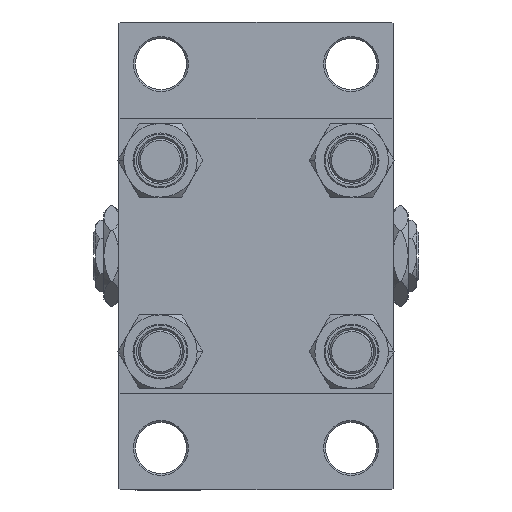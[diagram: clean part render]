
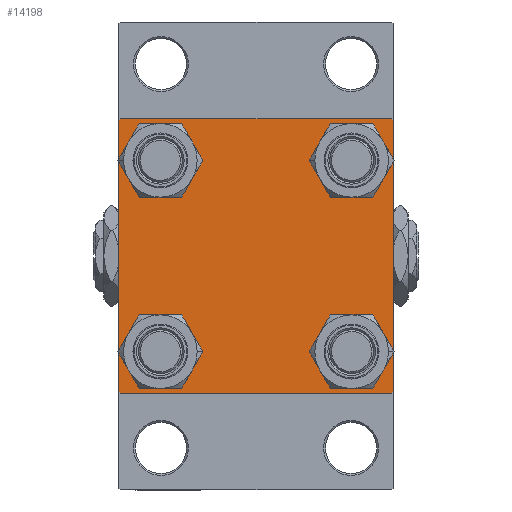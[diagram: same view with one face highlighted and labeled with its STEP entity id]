
A CAD part, left-side view. The second image highlights one B-rep face of the part: STEP entity #14198.
In plain terms, the highlighted planar face has unit normal (-1, 0, 0).
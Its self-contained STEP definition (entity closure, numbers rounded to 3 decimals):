
#349 = VERTEX_POINT ( 'NONE', #45107 ) ;
#488 = ORIENTED_EDGE ( 'NONE', *, *, #47279, .T. ) ;
#1217 = CIRCLE ( 'NONE', #40844, 6.5 ) ;
#1377 = DIRECTION ( 'NONE',  ( -1., 0., 0. ) ) ;
#1506 = VECTOR ( 'NONE', #3262, 1000. ) ;
#1740 = ORIENTED_EDGE ( 'NONE', *, *, #8601, .T. ) ;
#2236 = CARTESIAN_POINT ( 'NONE',  ( 0., -37., -37.5 ) ) ;
#2465 = LINE ( 'NONE', #17821, #19921 ) ;
#3009 = DIRECTION ( 'NONE',  ( 1., 0., 0. ) ) ;
#3262 = DIRECTION ( 'NONE',  ( 0., -0.707, -0.707 ) ) ;
#3478 = VERTEX_POINT ( 'NONE', #19600 ) ;
#3653 = LINE ( 'NONE', #48992, #37193 ) ;
#3842 = CARTESIAN_POINT ( 'NONE',  ( 0., 37., -37.5 ) ) ;
#4110 = FACE_BOUND ( 'NONE', #26284, .T. ) ;
#4358 = FACE_BOUND ( 'NONE', #18387, .T. ) ;
#4827 = CARTESIAN_POINT ( 'NONE',  ( 0., -26.15, 19.65 ) ) ;
#4880 = VECTOR ( 'NONE', #14776, 1000. ) ;
#5100 = DIRECTION ( 'NONE',  ( 0., 0., 1. ) ) ;
#5896 = DIRECTION ( 'NONE',  ( 0., -1., 0. ) ) ;
#6055 = EDGE_LOOP ( 'NONE', ( #9419, #11734, #23541, #34227, #47168, #17375, #17680, #12149 ) ) ;
#6501 = DIRECTION ( 'NONE',  ( 1., 0., 0. ) ) ;
#6870 = DIRECTION ( 'NONE',  ( 0., 0., 1. ) ) ;
#8145 = DIRECTION ( 'NONE',  ( 0., -0.707, 0.707 ) ) ;
#8450 = VERTEX_POINT ( 'NONE', #18449 ) ;
#8601 = EDGE_CURVE ( 'NONE', #48183, #9405, #29266, .T. ) ;
#9405 = VERTEX_POINT ( 'NONE', #18946 ) ;
#9419 = ORIENTED_EDGE ( 'NONE', *, *, #11525, .T. ) ;
#9566 = CARTESIAN_POINT ( 'NONE',  ( 0., 37.5, 37.5 ) ) ;
#9700 = VECTOR ( 'NONE', #8145, 1000. ) ;
#9786 = ORIENTED_EDGE ( 'NONE', *, *, #27380, .T. ) ;
#9814 = LINE ( 'NONE', #9566, #11425 ) ;
#9979 = VERTEX_POINT ( 'NONE', #40504 ) ;
#10652 = DIRECTION ( 'NONE',  ( 0., 0., 1. ) ) ;
#10678 = ORIENTED_EDGE ( 'NONE', *, *, #26704, .T. ) ;
#11317 = DIRECTION ( 'NONE',  ( 0., 0., 1. ) ) ;
#11332 = LINE ( 'NONE', #27182, #34757 ) ;
#11425 = VECTOR ( 'NONE', #24682, 1000. ) ;
#11524 = AXIS2_PLACEMENT_3D ( 'NONE', #21603, #28082, #28803 ) ;
#11525 = EDGE_CURVE ( 'NONE', #3478, #33152, #2465, .T. ) ;
#11555 = DIRECTION ( 'NONE',  ( 1., 0., 0. ) ) ;
#11734 = ORIENTED_EDGE ( 'NONE', *, *, #34754, .T. ) ;
#11796 = PLANE ( 'NONE',  #19142 ) ;
#12149 = ORIENTED_EDGE ( 'NONE', *, *, #36834, .T. ) ;
#13968 = DIRECTION ( 'NONE',  ( 1., 0., 0. ) ) ;
#14026 = EDGE_CURVE ( 'NONE', #18655, #9979, #48241, .T. ) ;
#14198 = ADVANCED_FACE ( 'NONE', ( #30876, #4110, #4358, #27420, #46241 ), #11796, .T. ) ;
#14292 = CARTESIAN_POINT ( 'NONE',  ( 0., -37.25, 37.25 ) ) ;
#14776 = DIRECTION ( 'NONE',  ( 0., 0.707, 0.707 ) ) ;
#14928 = CARTESIAN_POINT ( 'NONE',  ( 0., -26.15, 32.65 ) ) ;
#15175 = EDGE_CURVE ( 'NONE', #9405, #48183, #37385, .T. ) ;
#15898 = EDGE_CURVE ( 'NONE', #35505, #349, #16071, .T. ) ;
#15991 = CARTESIAN_POINT ( 'NONE',  ( 0., 26.15, 26.15 ) ) ;
#16071 = LINE ( 'NONE', #46553, #9700 ) ;
#16097 = VERTEX_POINT ( 'NONE', #37380 ) ;
#16933 = CIRCLE ( 'NONE', #44654, 6.5 ) ;
#17375 = ORIENTED_EDGE ( 'NONE', *, *, #14026, .T. ) ;
#17531 = CIRCLE ( 'NONE', #23870, 6.5 ) ;
#17680 = ORIENTED_EDGE ( 'NONE', *, *, #20656, .F. ) ;
#17821 = CARTESIAN_POINT ( 'NONE',  ( 0., 37.5, 37.5 ) ) ;
#17897 = DIRECTION ( 'NONE',  ( 0., 0., 1. ) ) ;
#18207 = VERTEX_POINT ( 'NONE', #3842 ) ;
#18387 = EDGE_LOOP ( 'NONE', ( #37296, #1740 ) ) ;
#18449 = CARTESIAN_POINT ( 'NONE',  ( 0., 26.15, 32.65 ) ) ;
#18630 = CARTESIAN_POINT ( 'NONE',  ( 0., 37.25, -37.25 ) ) ;
#18655 = VERTEX_POINT ( 'NONE', #41958 ) ;
#18660 = CIRCLE ( 'NONE', #36905, 6.5 ) ;
#18946 = CARTESIAN_POINT ( 'NONE',  ( 0., 26.15, -19.65 ) ) ;
#19142 = AXIS2_PLACEMENT_3D ( 'NONE', #34843, #1377, #5100 ) ;
#19371 = EDGE_CURVE ( 'NONE', #39746, #8450, #16933, .T. ) ;
#19600 = CARTESIAN_POINT ( 'NONE',  ( 0., 37.5, 37. ) ) ;
#19921 = VECTOR ( 'NONE', #29479, 1000. ) ;
#20553 = AXIS2_PLACEMENT_3D ( 'NONE', #40477, #6501, #17897 ) ;
#20656 = EDGE_CURVE ( 'NONE', #16097, #9979, #9814, .T. ) ;
#21257 = LINE ( 'NONE', #35649, #32929 ) ;
#21603 = CARTESIAN_POINT ( 'NONE',  ( 0., -26.15, 26.15 ) ) ;
#22111 = LINE ( 'NONE', #18630, #1506 ) ;
#23541 = ORIENTED_EDGE ( 'NONE', *, *, #28283, .T. ) ;
#23870 = AXIS2_PLACEMENT_3D ( 'NONE', #37283, #13968, #25374 ) ;
#24682 = DIRECTION ( 'NONE',  ( 0., -1., 0. ) ) ;
#24702 = AXIS2_PLACEMENT_3D ( 'NONE', #37128, #30163, #6870 ) ;
#25374 = DIRECTION ( 'NONE',  ( 0., 0., 1. ) ) ;
#26121 = DIRECTION ( 'NONE',  ( 1., 0., 0. ) ) ;
#26284 = EDGE_LOOP ( 'NONE', ( #43637, #488 ) ) ;
#26453 = DIRECTION ( 'NONE',  ( 0., 0., -1. ) ) ;
#26704 = EDGE_CURVE ( 'NONE', #37497, #44945, #32901, .T. ) ;
#27006 = CARTESIAN_POINT ( 'NONE',  ( 0., 26.15, 19.65 ) ) ;
#27182 = CARTESIAN_POINT ( 'NONE',  ( 0., -37.5, 37.5 ) ) ;
#27380 = EDGE_CURVE ( 'NONE', #8450, #39746, #1217, .T. ) ;
#27420 = FACE_BOUND ( 'NONE', #40891, .T. ) ;
#27998 = EDGE_CURVE ( 'NONE', #36042, #40800, #18660, .T. ) ;
#28082 = DIRECTION ( 'NONE',  ( 1., 0., 0. ) ) ;
#28283 = EDGE_CURVE ( 'NONE', #18207, #35505, #21257, .T. ) ;
#28544 = ORIENTED_EDGE ( 'NONE', *, *, #19371, .T. ) ;
#28803 = DIRECTION ( 'NONE',  ( 0., 0., 1. ) ) ;
#29088 = CARTESIAN_POINT ( 'NONE',  ( 0., -26.15, -32.65 ) ) ;
#29266 = CIRCLE ( 'NONE', #20553, 6.5 ) ;
#29461 = CIRCLE ( 'NONE', #37400, 6.5 ) ;
#29479 = DIRECTION ( 'NONE',  ( 0., 0., -1. ) ) ;
#30163 = DIRECTION ( 'NONE',  ( 1., 0., 0. ) ) ;
#30876 = FACE_BOUND ( 'NONE', #31956, .T. ) ;
#31956 = EDGE_LOOP ( 'NONE', ( #10678, #38672 ) ) ;
#32901 = CIRCLE ( 'NONE', #11524, 6.5 ) ;
#32929 = VECTOR ( 'NONE', #5896, 1000. ) ;
#33152 = VERTEX_POINT ( 'NONE', #38678 ) ;
#33312 = DIRECTION ( 'NONE',  ( 0., 0., 1. ) ) ;
#34227 = ORIENTED_EDGE ( 'NONE', *, *, #15898, .T. ) ;
#34754 = EDGE_CURVE ( 'NONE', #33152, #18207, #22111, .T. ) ;
#34757 = VECTOR ( 'NONE', #26453, 1000. ) ;
#34843 = CARTESIAN_POINT ( 'NONE',  ( 0., 0., 0. ) ) ;
#35031 = EDGE_CURVE ( 'NONE', #18655, #349, #11332, .T. ) ;
#35505 = VERTEX_POINT ( 'NONE', #2236 ) ;
#35649 = CARTESIAN_POINT ( 'NONE',  ( 0., 37.5, -37.5 ) ) ;
#36042 = VERTEX_POINT ( 'NONE', #48986 ) ;
#36834 = EDGE_CURVE ( 'NONE', #16097, #3478, #3653, .T. ) ;
#36905 = AXIS2_PLACEMENT_3D ( 'NONE', #37667, #36932, #10652 ) ;
#36932 = DIRECTION ( 'NONE',  ( 1., 0., 0. ) ) ;
#37128 = CARTESIAN_POINT ( 'NONE',  ( 0., 26.15, -26.15 ) ) ;
#37193 = VECTOR ( 'NONE', #45297, 1000. ) ;
#37283 = CARTESIAN_POINT ( 'NONE',  ( 0., -26.15, 26.15 ) ) ;
#37296 = ORIENTED_EDGE ( 'NONE', *, *, #15175, .T. ) ;
#37380 = CARTESIAN_POINT ( 'NONE',  ( 0., 37., 37.5 ) ) ;
#37385 = CIRCLE ( 'NONE', #24702, 6.5 ) ;
#37400 = AXIS2_PLACEMENT_3D ( 'NONE', #44411, #3009, #40216 ) ;
#37497 = VERTEX_POINT ( 'NONE', #14928 ) ;
#37667 = CARTESIAN_POINT ( 'NONE',  ( 0., -26.15, -26.15 ) ) ;
#38672 = ORIENTED_EDGE ( 'NONE', *, *, #45214, .T. ) ;
#38678 = CARTESIAN_POINT ( 'NONE',  ( 0., 37.5, -37. ) ) ;
#39746 = VERTEX_POINT ( 'NONE', #27006 ) ;
#40216 = DIRECTION ( 'NONE',  ( 0., 0., 1. ) ) ;
#40477 = CARTESIAN_POINT ( 'NONE',  ( 0., 26.15, -26.15 ) ) ;
#40504 = CARTESIAN_POINT ( 'NONE',  ( 0., -37., 37.5 ) ) ;
#40800 = VERTEX_POINT ( 'NONE', #29088 ) ;
#40844 = AXIS2_PLACEMENT_3D ( 'NONE', #15991, #11555, #11317 ) ;
#40891 = EDGE_LOOP ( 'NONE', ( #9786, #28544 ) ) ;
#41958 = CARTESIAN_POINT ( 'NONE',  ( 0., -37.5, 37. ) ) ;
#43637 = ORIENTED_EDGE ( 'NONE', *, *, #27998, .T. ) ;
#44411 = CARTESIAN_POINT ( 'NONE',  ( 0., -26.15, -26.15 ) ) ;
#44654 = AXIS2_PLACEMENT_3D ( 'NONE', #47687, #26121, #33312 ) ;
#44945 = VERTEX_POINT ( 'NONE', #4827 ) ;
#45107 = CARTESIAN_POINT ( 'NONE',  ( 0., -37.5, -37. ) ) ;
#45214 = EDGE_CURVE ( 'NONE', #44945, #37497, #17531, .T. ) ;
#45297 = DIRECTION ( 'NONE',  ( 0., 0.707, -0.707 ) ) ;
#46131 = CARTESIAN_POINT ( 'NONE',  ( 0., 26.15, -32.65 ) ) ;
#46241 = FACE_OUTER_BOUND ( 'NONE', #6055, .T. ) ;
#46553 = CARTESIAN_POINT ( 'NONE',  ( 0., -37.25, -37.25 ) ) ;
#47168 = ORIENTED_EDGE ( 'NONE', *, *, #35031, .F. ) ;
#47279 = EDGE_CURVE ( 'NONE', #40800, #36042, #29461, .T. ) ;
#47687 = CARTESIAN_POINT ( 'NONE',  ( 0., 26.15, 26.15 ) ) ;
#48183 = VERTEX_POINT ( 'NONE', #46131 ) ;
#48241 = LINE ( 'NONE', #14292, #4880 ) ;
#48986 = CARTESIAN_POINT ( 'NONE',  ( 0., -26.15, -19.65 ) ) ;
#48992 = CARTESIAN_POINT ( 'NONE',  ( 0., 37.25, 37.25 ) ) ;
